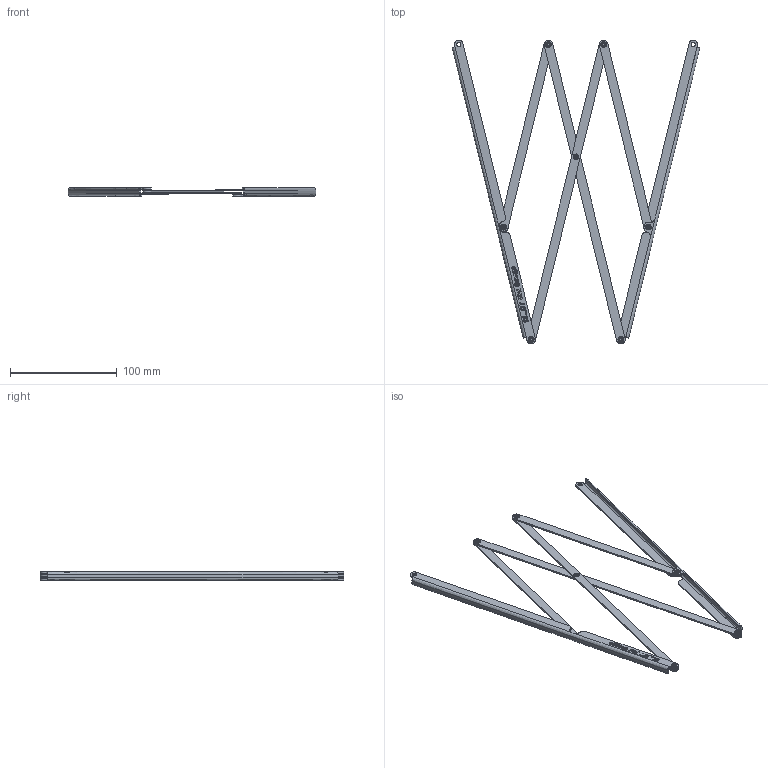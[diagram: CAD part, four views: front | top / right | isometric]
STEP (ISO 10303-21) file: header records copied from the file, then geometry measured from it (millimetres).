
FILE_DESCRIPTION(('FreeCAD Model'),'2;1');
FILE_NAME('Open CASCADE Shape Model','2025-04-27T21:01:40',('FreeCAD'),( 'FreeCAD'),'Open CASCADE STEP processor 7.6','FreeCAD','Unknown');
FILE_SCHEMA(('AUTOMOTIVE_DESIGN { 1 0 10303 214 1 1 1 1 }'));
Products named in the file (1): Open CASCADE STEP translator 7.6 1
Bounding box: 231.76 x 283.99 x 8.12 mm (x, y, z)
Volume: 23501.2 mm3; surface area: 39760.7 mm2
Topology: 13 solids, 13 shells, 750 faces, 1906 edges, 1232 vertices
Faces by surface type: bspline 750
Entity records: 34278 total; most frequent: CARTESIAN_POINT 22761, ORIENTED_EDGE 3812, EDGE_CURVE 1906, B_SPLINE_CURVE_WITH_KNOTS 1570, VERTEX_POINT 1232, FACE_BOUND 832, EDGE_LOOP 832, ADVANCED_FACE 750
